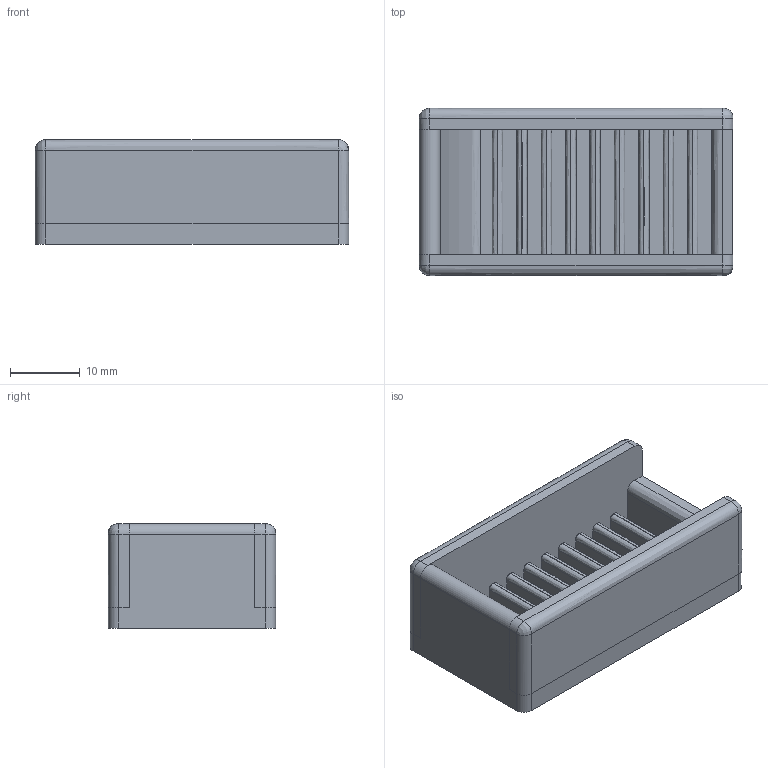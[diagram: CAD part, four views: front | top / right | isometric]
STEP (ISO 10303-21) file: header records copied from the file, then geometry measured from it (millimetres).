
FILE_DESCRIPTION(/* description */ ('STEP AP242','CAx-IF Rec.Pracs.---Representation and Presentation of Product Manufacturing Information (PMI)---4.0---2014-10-13','CAx-IF Rec.Pracs.---3D Tessellated Geometry---0.4---2014-09-14','2;1'),/* implementation_level */ '2;1');
FILE_NAME(/* name */ '64613bd2f0440460830c6118',/* time_stamp */ '2023-05-14T19:51:46Z',/* author */ (''),/* organization */ (''),/* preprocessor_version */ 'ST-DEVELOPER v19.4',/* originating_system */ ' ',/* authorisation */ ' ');
FILE_SCHEMA (('AP242_MANAGED_MODEL_BASED_3D_ENGINEERING_MIM_LF { 1 0 10303 442 1 1 4 }'));
Length unit declared in the file: metre
Products named in the file (2): Walls; Floor
Bounding box: 45 x 24 x 15 mm (x, y, z)
Volume: 8294.5 mm3; surface area: 6742.7 mm2
Topology: 2 solids, 2 shells, 106 faces, 255 edges, 158 vertices
Faces by surface type: plane 65, bspline 29, cylinder 12
Entity records: 4314 total; most frequent: CARTESIAN_POINT 2113, ORIENTED_EDGE 502, DIRECTION 323, EDGE_CURVE 251, VERTEX_POINT 158, LINE 125, VECTOR 125, EDGE_LOOP 115
